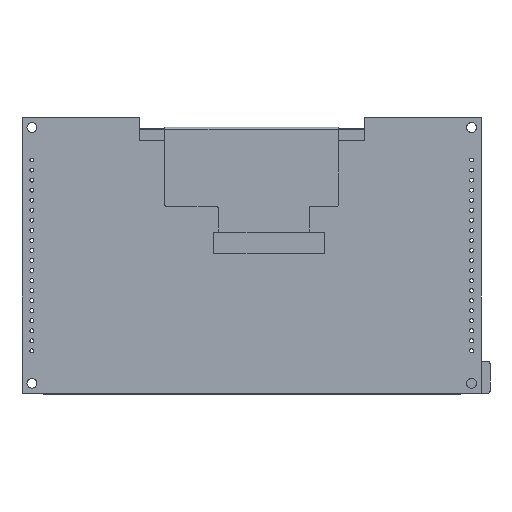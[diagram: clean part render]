
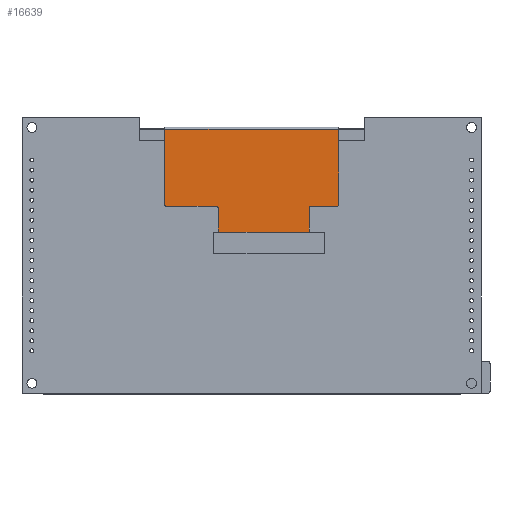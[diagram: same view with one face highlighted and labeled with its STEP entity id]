
A CAD part, front view. The second image highlights one B-rep face of the part: STEP entity #16639.
In plain terms, the highlighted face is planar.
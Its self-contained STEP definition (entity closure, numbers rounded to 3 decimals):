
#16189=DIRECTION('',(0.,1.,0.));
#16190=VECTOR('',#16189,18.95);
#16191=CARTESIAN_POINT('',(-22.,-31.85,-1.6));
#16192=LINE('',#16191,#16190);
#16193=CARTESIAN_POINT('',(21.5,-12.9,-1.6));
#16194=DIRECTION('',(0.,0.,-1.));
#16195=DIRECTION('',(0.,1.,0.));
#16196=AXIS2_PLACEMENT_3D('',#16193,#16194,#16195);
#16198=DIRECTION('',(-1.,0.,0.));
#16199=VECTOR('',#16198,6.5);
#16200=CARTESIAN_POINT('',(21.5,-12.4,-1.6));
#16201=LINE('',#16200,#16199);
#16202=DIRECTION('',(0.,-1.,0.));
#16203=VECTOR('',#16202,6.27);
#16204=CARTESIAN_POINT('',(14.5,-5.63,-1.6));
#16205=LINE('',#16204,#16203);
#16206=CARTESIAN_POINT('',(14.,-5.63,-1.6));
#16207=DIRECTION('',(0.,0.,-1.));
#16208=DIRECTION('',(0.,1.,0.));
#16209=AXIS2_PLACEMENT_3D('',#16206,#16207,#16208);
#16211=CARTESIAN_POINT('',(-8.,-5.63,-1.6));
#16212=DIRECTION('',(0.,0.,-1.));
#16213=DIRECTION('',(-1.,0.,0.));
#16214=AXIS2_PLACEMENT_3D('',#16211,#16212,#16213);
#16216=DIRECTION('',(0.,-1.,0.));
#16217=VECTOR('',#16216,6.27);
#16218=CARTESIAN_POINT('',(-8.5,-5.63,-1.6));
#16219=LINE('',#16218,#16217);
#16220=DIRECTION('',(1.,0.,0.));
#16221=VECTOR('',#16220,12.5);
#16222=CARTESIAN_POINT('',(-21.5,-12.4,-1.6));
#16223=LINE('',#16222,#16221);
#16224=CARTESIAN_POINT('',(-21.5,-12.9,-1.6));
#16225=DIRECTION('',(0.,0.,-1.));
#16226=DIRECTION('',(-1.,0.,0.));
#16227=AXIS2_PLACEMENT_3D('',#16224,#16225,#16226);
#16229=DIRECTION('',(-1.,0.,0.));
#16230=VECTOR('',#16229,44.);
#16231=CARTESIAN_POINT('',(22.,-31.85,-1.6));
#16232=LINE('',#16231,#16230);
#16281=DIRECTION('',(0.,1.,0.));
#16282=VECTOR('',#16281,18.95);
#16283=CARTESIAN_POINT('',(22.,-31.85,-1.6));
#16284=LINE('',#16283,#16282);
#16407=CARTESIAN_POINT('',(-9.,-11.9,-1.6));
#16408=DIRECTION('',(0.,0.,1.));
#16409=DIRECTION('',(0.,-1.,0.));
#16410=AXIS2_PLACEMENT_3D('',#16407,#16408,#16409);
#16433=DIRECTION('',(1.,0.,0.));
#16434=VECTOR('',#16433,22.);
#16435=CARTESIAN_POINT('',(-8.,-5.13,-1.6));
#16436=LINE('',#16435,#16434);
#16445=CARTESIAN_POINT('',(15.,-11.9,-1.6));
#16446=DIRECTION('',(0.,0.,1.));
#16447=DIRECTION('',(-1.,0.,0.));
#16448=AXIS2_PLACEMENT_3D('',#16445,#16446,#16447);
#16491=CARTESIAN_POINT('',(-22.,-31.85,-1.6));
#16492=VERTEX_POINT('',#16491);
#16493=CARTESIAN_POINT('',(22.,-31.85,-1.6));
#16494=VERTEX_POINT('',#16493);
#16495=CARTESIAN_POINT('',(14.5,-11.9,-1.6));
#16497=VERTEX_POINT('',#16495);
#16499=CARTESIAN_POINT('',(15.,-12.4,-1.6));
#16501=VERTEX_POINT('',#16499);
#16503=CARTESIAN_POINT('',(-9.,-12.4,-1.6));
#16505=VERTEX_POINT('',#16503);
#16507=CARTESIAN_POINT('',(-8.5,-11.9,-1.6));
#16509=VERTEX_POINT('',#16507);
#16515=CARTESIAN_POINT('',(21.5,-12.4,-1.6));
#16516=VERTEX_POINT('',#16515);
#16517=CARTESIAN_POINT('',(22.,-12.9,-1.6));
#16518=VERTEX_POINT('',#16517);
#16519=CARTESIAN_POINT('',(14.,-5.13,-1.6));
#16520=CARTESIAN_POINT('',(14.5,-5.63,-1.6));
#16521=VERTEX_POINT('',#16519);
#16522=VERTEX_POINT('',#16520);
#16531=CARTESIAN_POINT('',(-8.5,-5.63,-1.6));
#16532=VERTEX_POINT('',#16531);
#16533=CARTESIAN_POINT('',(-8.,-5.13,-1.6));
#16534=VERTEX_POINT('',#16533);
#16535=CARTESIAN_POINT('',(-22.,-12.9,-1.6));
#16536=CARTESIAN_POINT('',(-21.5,-12.4,-1.6));
#16537=VERTEX_POINT('',#16535);
#16538=VERTEX_POINT('',#16536);
#16606=CARTESIAN_POINT('',(-22.,-32.4,-1.6));
#16607=DIRECTION('',(0.,0.,-1.));
#16608=DIRECTION('',(0.,1.,0.));
#16609=AXIS2_PLACEMENT_3D('',#16606,#16607,#16608);
#16610=PLANE('',#16609);
#16612=ORIENTED_EDGE('',*,*,#16611,.F.);
#16614=ORIENTED_EDGE('',*,*,#16613,.T.);
#16616=ORIENTED_EDGE('',*,*,#16615,.F.);
#16618=ORIENTED_EDGE('',*,*,#16617,.F.);
#16620=ORIENTED_EDGE('',*,*,#16619,.F.);
#16622=ORIENTED_EDGE('',*,*,#16621,.F.);
#16624=ORIENTED_EDGE('',*,*,#16623,.F.);
#16626=ORIENTED_EDGE('',*,*,#16625,.T.);
#16628=ORIENTED_EDGE('',*,*,#16627,.F.);
#16630=ORIENTED_EDGE('',*,*,#16629,.F.);
#16631=ORIENTED_EDGE('',*,*,#16596,.F.);
#16632=ORIENTED_EDGE('',*,*,#16586,.F.);
#16634=ORIENTED_EDGE('',*,*,#16633,.F.);
#16636=ORIENTED_EDGE('',*,*,#16635,.T.);
#16637=EDGE_LOOP('',(#16612,#16614,#16616,#16618,#16620,#16622,#16624,#16626,
#16628,#16630,#16631,#16632,#16634,#16636));
#16638=FACE_OUTER_BOUND('',#16637,.F.);
#16197=CIRCLE('',#16196,0.5);
#16210=CIRCLE('',#16209,0.5);
#16215=CIRCLE('',#16214,0.5);
#16228=CIRCLE('',#16227,0.5);
#16411=CIRCLE('',#16410,0.5);
#16449=CIRCLE('',#16448,0.5);
#16586=EDGE_CURVE('',#16492,#16537,#16192,.T.);
#16596=EDGE_CURVE('',#16537,#16538,#16228,.T.);
#16611=EDGE_CURVE('',#16516,#16518,#16197,.T.);
#16613=EDGE_CURVE('',#16516,#16501,#16201,.T.);
#16615=EDGE_CURVE('',#16497,#16501,#16449,.T.);
#16617=EDGE_CURVE('',#16522,#16497,#16205,.T.);
#16619=EDGE_CURVE('',#16521,#16522,#16210,.T.);
#16621=EDGE_CURVE('',#16534,#16521,#16436,.T.);
#16623=EDGE_CURVE('',#16532,#16534,#16215,.T.);
#16625=EDGE_CURVE('',#16532,#16509,#16219,.T.);
#16627=EDGE_CURVE('',#16505,#16509,#16411,.T.);
#16629=EDGE_CURVE('',#16538,#16505,#16223,.T.);
#16633=EDGE_CURVE('',#16494,#16492,#16232,.T.);
#16635=EDGE_CURVE('',#16494,#16518,#16284,.T.);
#16639=ADVANCED_FACE('',(#16638),#16610,.T.);
